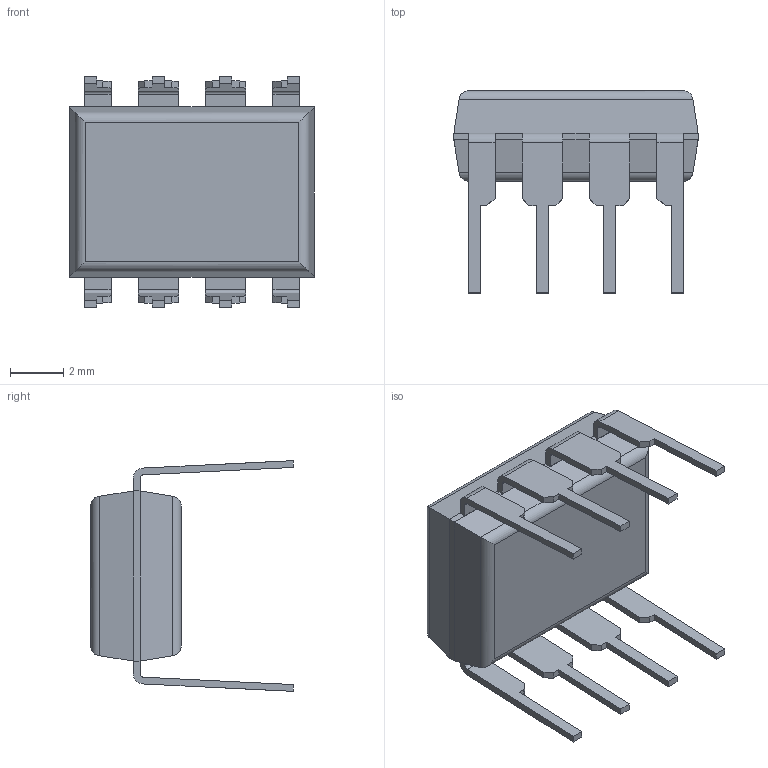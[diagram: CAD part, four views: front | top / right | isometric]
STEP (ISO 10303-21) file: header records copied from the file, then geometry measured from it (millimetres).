
FILE_DESCRIPTION(('STEP AP242'),'1');
FILE_NAME('lm358n_nopb.stp','2020-11-25T08:38:13',('TraceParts'),('TraceParts S.A.'),'Spatial InterOp 3D',' ',' ');
FILE_SCHEMA(('AP242_MANAGED_MODEL_BASED_3D_ENGINEERING_MIM_LF {1 0 10303 442 1 1 4}'));
Length unit declared in the file: millimetre
Products named in the file (1): lm358n_nopb
Bounding box: 9.19 x 7.62 x 8.68 mm (x, y, z)
Volume: 198.4 mm3; surface area: 314.8 mm2
Topology: 1 solids, 1 shells, 135 faces, 368 edges, 244 vertices
Faces by surface type: plane 109, cylinder 26
Entity records: 5406 total; most frequent: CARTESIAN_POINT 848, ORIENTED_EDGE 736, DIRECTION 684, EDGE_CURVE 368, LINE 316, VECTOR 316, VERTEX_POINT 244, AXIS2_PLACEMENT_3D 184
